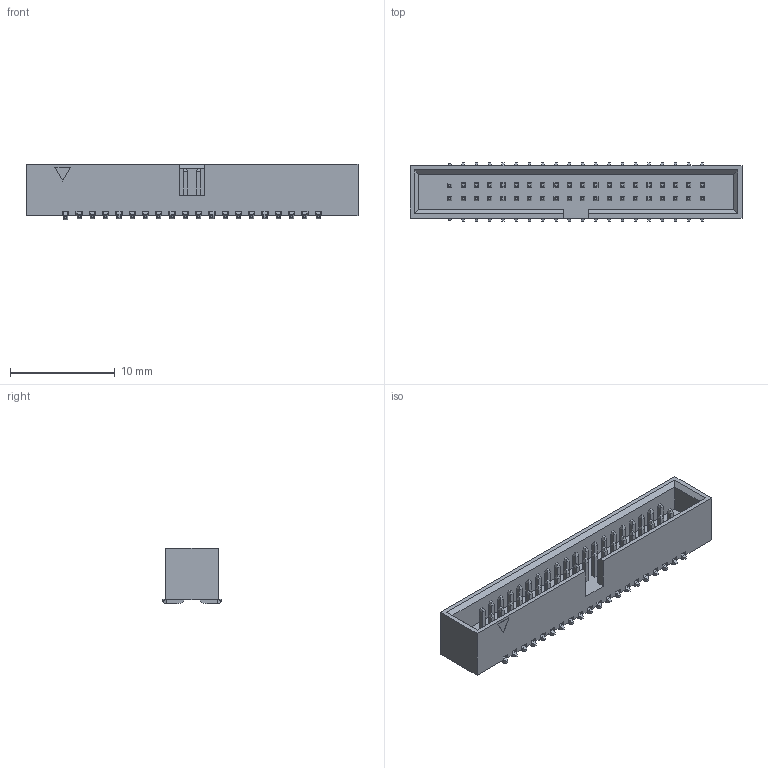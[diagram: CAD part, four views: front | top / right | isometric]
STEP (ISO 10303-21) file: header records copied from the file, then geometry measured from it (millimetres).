
FILE_DESCRIPTION(/* description */ ('Unknown'),/* implementation_level */ '2;1');
FILE_NAME(/* name */ '62704020621',/* time_stamp */ '2021-02-23T16:12:40+01:00',/* author */ ('Unknown'),/* organization */ ('Unknown'),/* preprocessor_version */ 'ST-DEVELOPER v16.7',/* originating_system */ 'DEX',/* authorisation */ $);
FILE_SCHEMA (('AUTOMOTIVE_DESIGN {1 0 10303 214 3 1 1}'));
Length unit declared in the file: millimetre
Products named in the file (3): 6270xx20621; 62704020621; 6270xx20621_PIN
Assembly tree (41 placements, depth 2):
  6270xx20621
    62704020621
    6270xx20621_PIN  x40
Bounding box: 31.75 x 5.55 x 5.3 mm (x, y, z)
Volume: 467.6 mm3; surface area: 1404.4 mm2
Topology: 41 solids, 41 shells, 1183 faces, 3016 edges, 1876 vertices
Faces by surface type: plane 1103, cylinder 80
Entity records: 19640 total; most frequent: CARTESIAN_POINT 2919, ORIENTED_EDGE 2912, DIRECTION 2506, EDGE_CURVE 1456, LINE 1452, VECTOR 1452, VERTEX_POINT 940, AXIS2_PLACEMENT_3D 527
